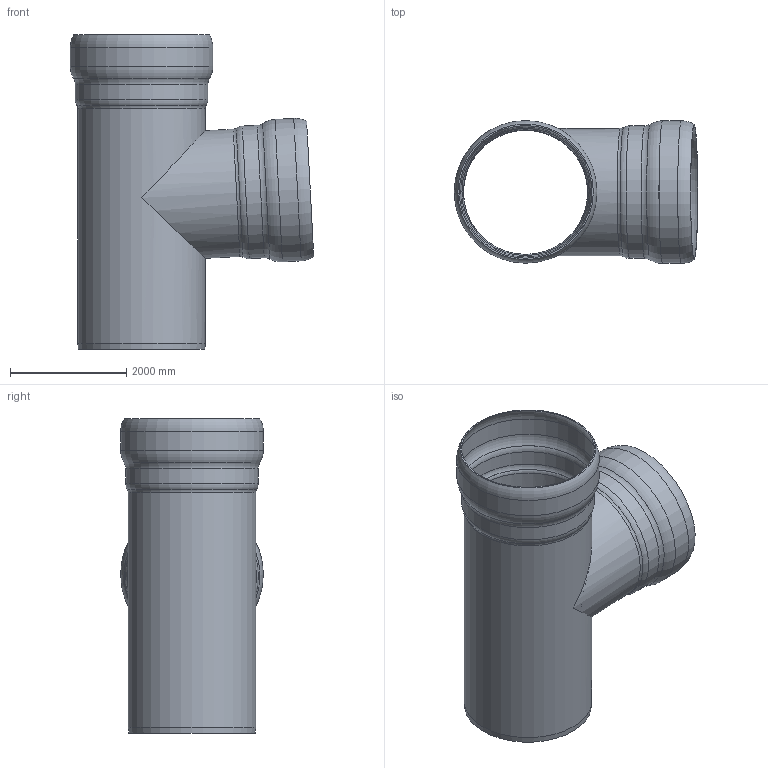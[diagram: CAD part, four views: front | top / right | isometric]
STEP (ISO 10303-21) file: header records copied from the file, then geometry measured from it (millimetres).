
FILE_DESCRIPTION(/* description */ (''),/* implementation_level */ '2;1');
FILE_NAME(/* name */ '5.200.GG0C_3D.stp',/* time_stamp */ '2024-12-11T09:00:20+01:00',/* author */ ('CAD'),/* organization */ (''),/* preprocessor_version */ 'ST-DEVELOPER v20',/* originating_system */ 'AutoCAD Mechanical',/* authorisation */ '');
FILE_SCHEMA (('AUTOMOTIVE_DESIGN { 1 0 10303 214 3 1 1 }'));
Length unit declared in the file: centimetre
Products named in the file (1): Product
Bounding box: 4181.93 x 2450 x 5400 mm (x, y, z)
Volume: 980026392.1 mm3; surface area: 99182454.7 mm2
Topology: 2 solids, 2 shells, 39 faces, 105 edges, 68 vertices
Faces by surface type: torus 20, cylinder 14, plane 3, cone 2
Full cylindrical faces by diameter (mm): 2150 x3, 2190 x2, 2240 x2, 2280 x2, 2410 x2, 2450 x2
Entity records: 1671 total; most frequent: CARTESIAN_POINT 586, DIRECTION 263, ORIENTED_EDGE 210, AXIS2_PLACEMENT_3D 123, EDGE_CURVE 105, CIRCLE 76, VERTEX_POINT 68, EDGE_LOOP 43
